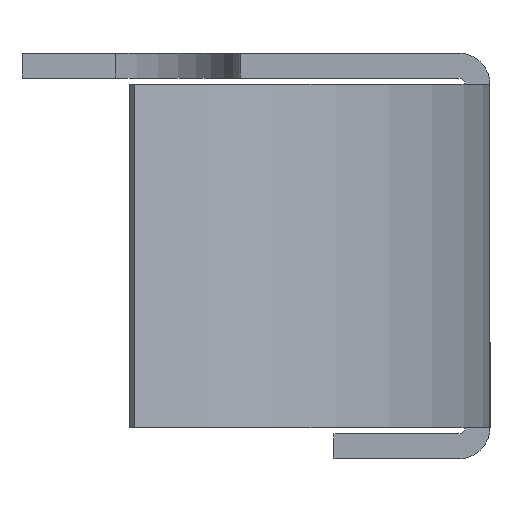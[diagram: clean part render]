
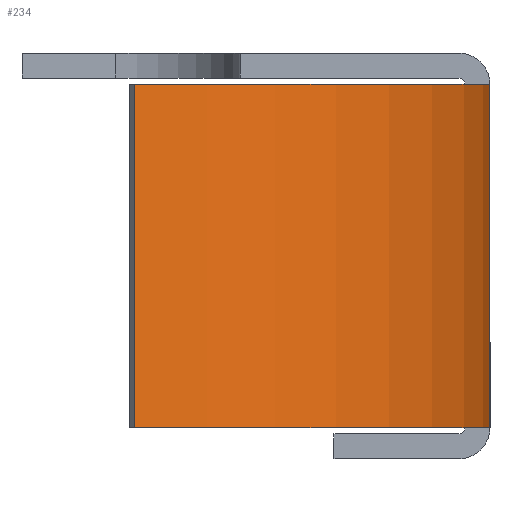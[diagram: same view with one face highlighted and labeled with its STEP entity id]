
A CAD part, left-side view. The second image highlights one B-rep face of the part: STEP entity #234.
In plain terms, the highlighted cylindrical face has radius 13.8 mm (diameter 27.6 mm), a partial arc.
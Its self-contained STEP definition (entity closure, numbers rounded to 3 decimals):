
#18 = CARTESIAN_POINT ( 'NONE',  ( -50.25, 0., 5.5 ) ) ;
#143 = VECTOR ( 'NONE', #1922, 1000. ) ;
#158 = LINE ( 'NONE', #1962, #173 ) ;
#173 = VECTOR ( 'NONE', #1951, 1000. ) ;
#184 = LINE ( 'NONE', #1929, #143 ) ;
#230 = EDGE_CURVE ( 'NONE', #1463, #336, #821, .T. ) ;
#234 = ADVANCED_FACE ( 'NONE', ( #834 ), #852, .T. ) ;
#322 = ORIENTED_EDGE ( 'NONE', *, *, #388, .T. ) ;
#336 = VERTEX_POINT ( 'NONE', #1068 ) ;
#357 = ORIENTED_EDGE ( 'NONE', *, *, #2023, .T. ) ;
#388 = EDGE_CURVE ( 'NONE', #447, #2319, #1179, .T. ) ;
#447 = VERTEX_POINT ( 'NONE', #936 ) ;
#478 = AXIS2_PLACEMENT_3D ( 'NONE', #1427, #1422, #1429 ) ;
#821 = CIRCLE ( 'NONE', #1892, 13.8 ) ;
#834 = FACE_OUTER_BOUND ( 'NONE', #2260, .T. ) ;
#852 = CYLINDRICAL_SURFACE ( 'NONE', #478, 13.8 ) ;
#936 = CARTESIAN_POINT ( 'NONE',  ( -63.84, 11.404, -5.5 ) ) ;
#971 = AXIS2_PLACEMENT_3D ( 'NONE', #1004, #1003, #1001 ) ;
#1001 = DIRECTION ( 'NONE',  ( 1., 0., 0. ) ) ;
#1003 = DIRECTION ( 'NONE',  ( 0., 0., 1. ) ) ;
#1004 = CARTESIAN_POINT ( 'NONE',  ( -50.25, 13.8, -5.5 ) ) ;
#1068 = CARTESIAN_POINT ( 'NONE',  ( -63.84, 11.404, 5.5 ) ) ;
#1179 = CIRCLE ( 'NONE', #971, 13.8 ) ;
#1422 = DIRECTION ( 'NONE',  ( 0., 0., 1. ) ) ;
#1427 = CARTESIAN_POINT ( 'NONE',  ( -50.25, 13.8, 5.5 ) ) ;
#1429 = DIRECTION ( 'NONE',  ( 1., 0., 0. ) ) ;
#1437 = DIRECTION ( 'NONE',  ( 1., 0., 0. ) ) ;
#1440 = DIRECTION ( 'NONE',  ( 0., 0., -1. ) ) ;
#1442 = CARTESIAN_POINT ( 'NONE',  ( -50.25, 13.8, 5.5 ) ) ;
#1463 = VERTEX_POINT ( 'NONE', #18 ) ;
#1609 = CARTESIAN_POINT ( 'NONE',  ( -50.25, 0., -5.5 ) ) ;
#1627 = ORIENTED_EDGE ( 'NONE', *, *, #230, .T. ) ;
#1892 = AXIS2_PLACEMENT_3D ( 'NONE', #1442, #1440, #1437 ) ;
#1922 = DIRECTION ( 'NONE',  ( 0., 0., 1. ) ) ;
#1929 = CARTESIAN_POINT ( 'NONE',  ( -50.25, 0., 0. ) ) ;
#1951 = DIRECTION ( 'NONE',  ( 0., 0., -1. ) ) ;
#1962 = CARTESIAN_POINT ( 'NONE',  ( -63.84, 11.404, 5.5 ) ) ;
#1974 = ORIENTED_EDGE ( 'NONE', *, *, #2076, .T. ) ;
#2023 = EDGE_CURVE ( 'NONE', #336, #447, #158, .T. ) ;
#2076 = EDGE_CURVE ( 'NONE', #2319, #1463, #184, .T. ) ;
#2260 = EDGE_LOOP ( 'NONE', ( #357, #322, #1974, #1627 ) ) ;
#2319 = VERTEX_POINT ( 'NONE', #1609 ) ;
